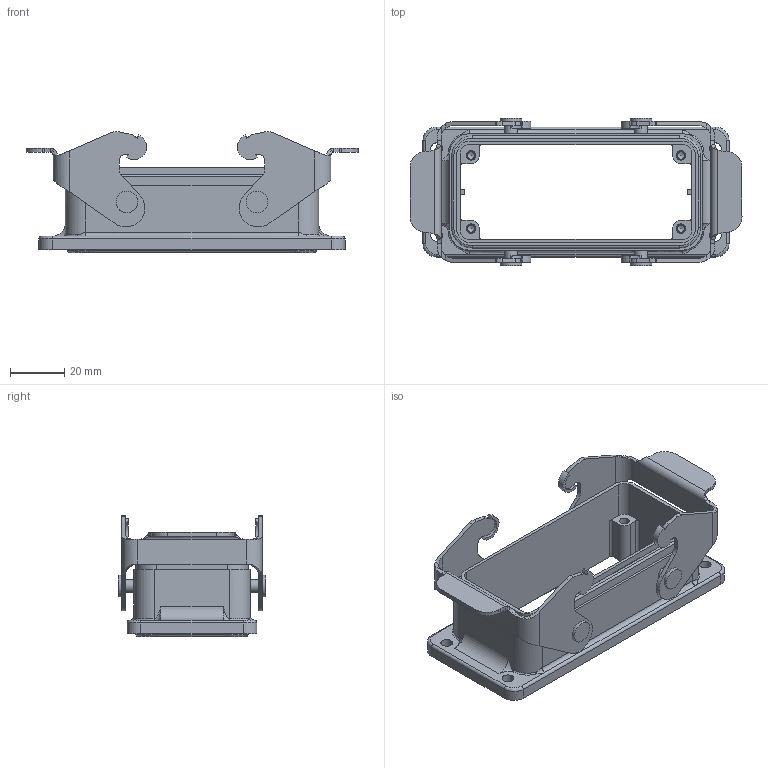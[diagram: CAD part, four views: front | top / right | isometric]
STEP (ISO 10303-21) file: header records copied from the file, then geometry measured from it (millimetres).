
FILE_DESCRIPTION(/* description */ (''),/* implementation_level */ '2;1');
FILE_NAME(/* name */ 'c146 11f016 901 8nxc001-03.stp',/* time_stamp */ '2020-02-05T08:38:04+01:00',/* author */ (''),/* organization */ (''),/* preprocessor_version */ 'ST-DEVELOPER v16.7',/* originating_system */ 'SIEMENS PLM Software NX 12.0',/* authorisation */ '');
FILE_SCHEMA (('AUTOMOTIVE_DESIGN { 1 0 10303 214 3 1 1 1 }'));
Length unit declared in the file: millimetre
Products named in the file (1): c146 11f016 901 8nxc001-03
Bounding box: 122.6 x 54.4 x 44.69 mm (x, y, z)
Volume: 44995.5 mm3; surface area: 31218.7 mm2
Topology: 1 solids, 1 shells, 342 faces, 897 edges, 571 vertices
Faces by surface type: plane 136, cylinder 132, bspline 46, torus 16, cone 12
Full cylindrical faces by diameter (mm): 2.85 x4, 3.5 x4, 4.3 x4, 4.8 x4, 8 x4
Entity records: 12693 total; most frequent: CARTESIAN_POINT 3885, ORIENTED_EDGE 1688, DIRECTION 1508, EDGE_CURVE 844, AXIS2_PLACEMENT_3D 567, VERTEX_POINT 558, EDGE_LOOP 406, LINE 374
